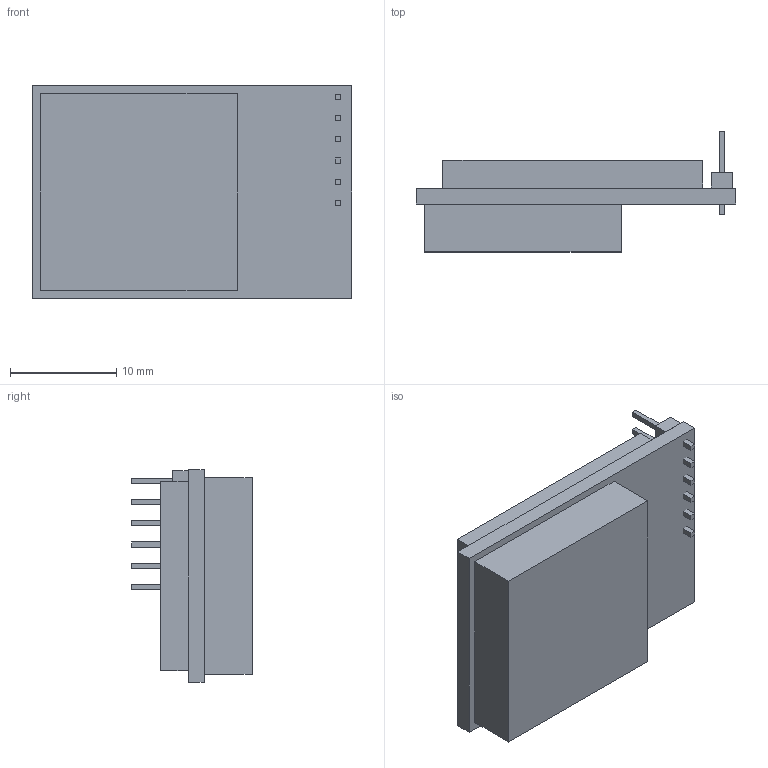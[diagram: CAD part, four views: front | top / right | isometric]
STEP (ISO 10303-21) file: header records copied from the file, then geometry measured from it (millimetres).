
FILE_DESCRIPTION (( 'STEP AP214' ), '1' );
FILE_NAME ('GPS 斁劌錪 SKM53.STEP', '2015-09-27T16:26:40', ( '' ), ( '' ), 'SwSTEP 2.0', 'SolidWorks 2015', '' );
FILE_SCHEMA (( 'AUTOMOTIVE_DESIGN' ));
Length unit declared in the file: millimetre
Products named in the file (1): GPS 斁劌錪 SKM53
Bounding box: 30 x 11.3 x 20 mm (x, y, z)
Volume: 3615.3 mm3; surface area: 3646.4 mm2
Topology: 10 solids, 10 shells, 130 faces, 306 edges, 204 vertices
Faces by surface type: plane 130
Entity records: 4931 total; most frequent: CARTESIAN_POINT 641, ORIENTED_EDGE 612, DIRECTION 568, LINE 306, EDGE_CURVE 306, VECTOR 306, VERTEX_POINT 204, EDGE_LOOP 138
